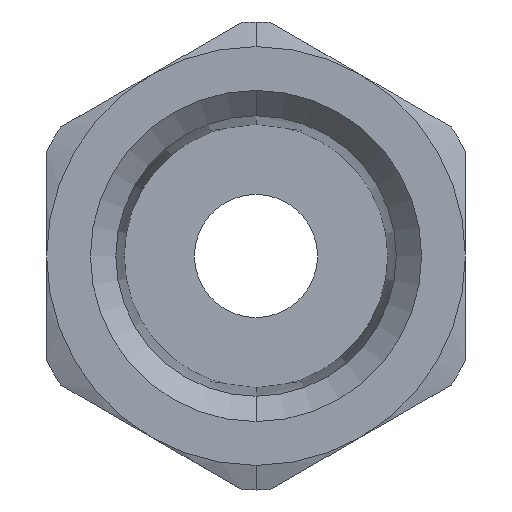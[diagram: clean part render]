
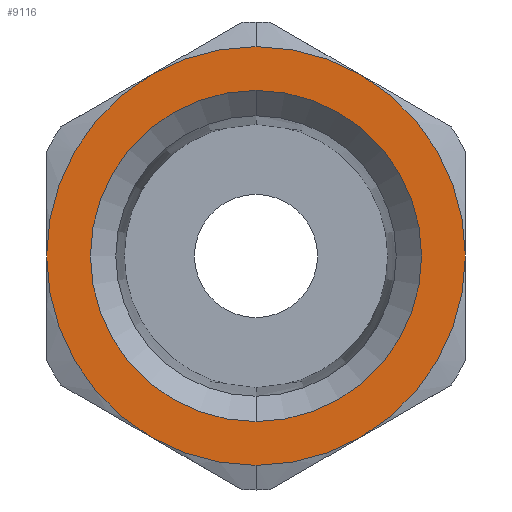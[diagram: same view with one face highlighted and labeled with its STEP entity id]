
A CAD part, left-side view. The second image highlights one B-rep face of the part: STEP entity #9116.
In plain terms, the highlighted planar face has unit normal (-1, 0, 0).
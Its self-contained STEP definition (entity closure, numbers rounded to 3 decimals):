
#461=CARTESIAN_POINT('',(-16.35,0.,-6.713));
#462=VERTEX_POINT('',#461);
#476=CARTESIAN_POINT('',(-16.35,0.,6.732));
#477=VERTEX_POINT('',#476);
#484=CARTESIAN_POINT('',(-16.35,0.,0.01));
#485=DIRECTION('',(-1.0,0.0,0.0));
#486=DIRECTION('',(0.0,0.0,-1.0));
#487=AXIS2_PLACEMENT_3D('',#484,#485,#486);
#488=CIRCLE('',#487,6.723);
#489=EDGE_CURVE('',#477,#462,#488,.T.);
#499=CARTESIAN_POINT('',(-16.35,0.,-8.49));
#500=VERTEX_POINT('',#499);
#509=CARTESIAN_POINT('',(-16.35,4.25,-7.351));
#510=VERTEX_POINT('',#509);
#511=CARTESIAN_POINT('',(-16.35,0.0,0.01));
#512=DIRECTION('',(-1.0,0.0,0.0));
#513=DIRECTION('',(0.0,0.0,1.0));
#514=AXIS2_PLACEMENT_3D('',#511,#512,#513);
#515=CIRCLE('',#514,8.5);
#516=EDGE_CURVE('',#510,#500,#515,.T.);
#550=CARTESIAN_POINT('',(-16.35,0.,8.51));
#551=VERTEX_POINT('',#550);
#567=CARTESIAN_POINT('',(-16.35,4.25,7.371));
#568=VERTEX_POINT('',#567);
#582=CARTESIAN_POINT('',(-16.35,0.0,0.01));
#583=DIRECTION('',(-1.0,0.0,0.0));
#584=DIRECTION('',(0.0,0.0,1.0));
#585=AXIS2_PLACEMENT_3D('',#582,#583,#584);
#586=CIRCLE('',#585,8.5);
#587=EDGE_CURVE('',#551,#568,#586,.T.);
#8679=CARTESIAN_POINT('',(-16.35,-4.25,7.371));
#8680=VERTEX_POINT('',#8679);
#8681=CARTESIAN_POINT('',(-16.35,0.0,0.01));
#8682=DIRECTION('',(-1.0,0.0,0.0));
#8683=DIRECTION('',(0.0,0.0,1.0));
#8684=AXIS2_PLACEMENT_3D('',#8681,#8682,#8683);
#8685=CIRCLE('',#8684,8.5);
#8686=EDGE_CURVE('',#8680,#551,#8685,.T.);
#8711=CARTESIAN_POINT('',(-16.35,8.5,0.01));
#8712=VERTEX_POINT('',#8711);
#8726=CARTESIAN_POINT('',(-16.35,0.0,0.01));
#8727=DIRECTION('',(-1.0,0.0,0.0));
#8728=DIRECTION('',(0.0,0.0,1.0));
#8729=AXIS2_PLACEMENT_3D('',#8726,#8727,#8728);
#8730=CIRCLE('',#8729,8.5);
#8731=EDGE_CURVE('',#568,#8712,#8730,.T.);
#8782=CARTESIAN_POINT('',(-16.35,-4.25,-7.351));
#8783=VERTEX_POINT('',#8782);
#8797=CARTESIAN_POINT('',(-16.35,0.0,0.01));
#8798=DIRECTION('',(-1.0,0.0,0.0));
#8799=DIRECTION('',(0.0,0.0,1.0));
#8800=AXIS2_PLACEMENT_3D('',#8797,#8798,#8799);
#8801=CIRCLE('',#8800,8.5);
#8802=EDGE_CURVE('',#500,#8783,#8801,.T.);
#8813=CARTESIAN_POINT('',(-16.35,-8.5,0.01));
#8814=VERTEX_POINT('',#8813);
#8828=CARTESIAN_POINT('',(-16.35,0.0,0.01));
#8829=DIRECTION('',(-1.0,0.0,0.0));
#8830=DIRECTION('',(0.0,0.0,1.0));
#8831=AXIS2_PLACEMENT_3D('',#8828,#8829,#8830);
#8832=CIRCLE('',#8831,8.5);
#8833=EDGE_CURVE('',#8783,#8814,#8832,.T.);
#8910=CARTESIAN_POINT('',(-16.35,0.0,0.01));
#8911=DIRECTION('',(-1.0,0.0,0.0));
#8912=DIRECTION('',(0.0,0.0,1.0));
#8913=AXIS2_PLACEMENT_3D('',#8910,#8911,#8912);
#8914=CIRCLE('',#8913,8.5);
#8915=EDGE_CURVE('',#8814,#8680,#8914,.T.);
#9061=CARTESIAN_POINT('',(-16.35,0.,0.01));
#9062=DIRECTION('',(-1.0,0.0,0.0));
#9063=DIRECTION('',(0.0,0.0,-1.0));
#9064=AXIS2_PLACEMENT_3D('',#9061,#9062,#9063);
#9065=CIRCLE('',#9064,6.723);
#9066=EDGE_CURVE('',#462,#477,#9065,.T.);
#9091=CARTESIAN_POINT('',(-16.35,0.,0.01));
#9092=DIRECTION('',(1.0,0.0,0.0));
#9093=DIRECTION('',(0.0,0.0,-1.0));
#9094=AXIS2_PLACEMENT_3D('',#9091,#9092,#9093);
#9095=PLANE('',#9094);
#9096=ORIENTED_EDGE('',*,*,#516,.T.);
#9097=ORIENTED_EDGE('',*,*,#8802,.T.);
#9098=ORIENTED_EDGE('',*,*,#8833,.T.);
#9099=ORIENTED_EDGE('',*,*,#8915,.T.);
#9100=ORIENTED_EDGE('',*,*,#8686,.T.);
#9101=ORIENTED_EDGE('',*,*,#587,.T.);
#9102=ORIENTED_EDGE('',*,*,#8731,.T.);
#9103=CARTESIAN_POINT('',(-16.35,0.0,0.01));
#9104=DIRECTION('',(-1.0,0.0,0.0));
#9105=DIRECTION('',(0.0,0.0,1.0));
#9106=AXIS2_PLACEMENT_3D('',#9103,#9104,#9105);
#9107=CIRCLE('',#9106,8.5);
#9108=EDGE_CURVE('',#8712,#510,#9107,.T.);
#9109=ORIENTED_EDGE('',*,*,#9108,.T.);
#9110=EDGE_LOOP('',(#9096,#9097,#9098,#9099,#9100,#9101,#9102,#9109));
#9111=FACE_OUTER_BOUND('',#9110,.T.);
#9112=ORIENTED_EDGE('',*,*,#489,.F.);
#9113=ORIENTED_EDGE('',*,*,#9066,.F.);
#9114=EDGE_LOOP('',(#9112,#9113));
#9115=FACE_BOUND('',#9114,.T.);
#9116=ADVANCED_FACE('',(#9111,#9115),#9095,.F.);
